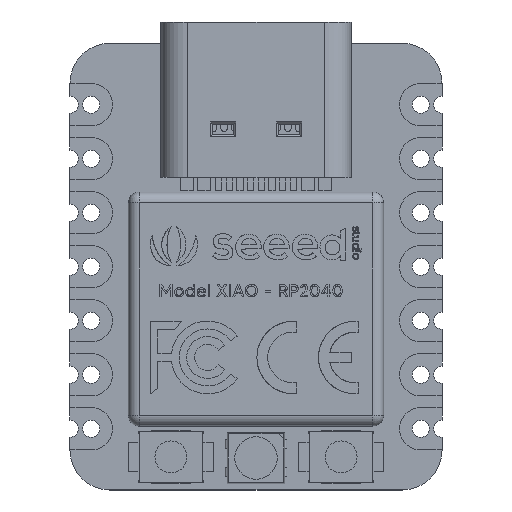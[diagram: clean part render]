
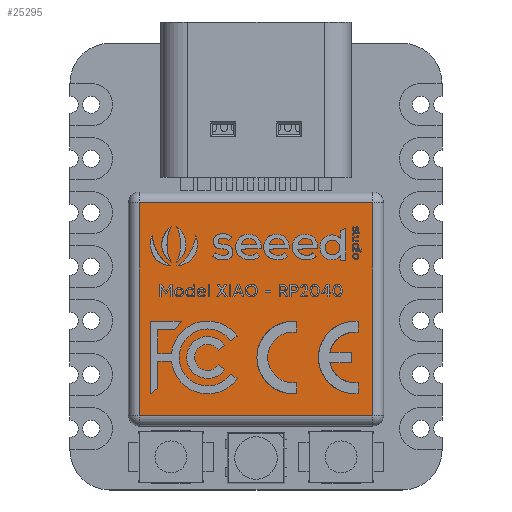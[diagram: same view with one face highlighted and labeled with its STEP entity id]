
A CAD part, top view. The second image highlights one B-rep face of the part: STEP entity #25295.
In plain terms, the highlighted planar face has unit normal (0, 0, 1).
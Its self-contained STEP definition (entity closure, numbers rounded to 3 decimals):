
#24910 = VERTEX_POINT('',#24911);
#24911 = CARTESIAN_POINT('',(5.5,3.,3.2));
#24977 = VERTEX_POINT('',#24978);
#24978 = CARTESIAN_POINT('',(-5.5,3.,3.2));
#25044 = VERTEX_POINT('',#25045);
#25045 = CARTESIAN_POINT('',(5.5,-7.,3.2));
#25111 = EDGE_CURVE('',#24910,#25044,#25112,.T.);
#25112 = LINE('',#25113,#25114);
#25113 = CARTESIAN_POINT('',(5.5,-4.75,3.2));
#25114 = VECTOR('',#25115,1.);
#25115 = DIRECTION('',(0.,-1.,0.));
#25133 = VERTEX_POINT('',#25134);
#25134 = CARTESIAN_POINT('',(-5.5,-7.,3.2));
#25200 = EDGE_CURVE('',#25044,#25133,#25201,.T.);
#25201 = LINE('',#25202,#25203);
#25202 = CARTESIAN_POINT('',(-3.,-7.,3.2));
#25203 = VECTOR('',#25204,1.);
#25204 = DIRECTION('',(-1.,0.,0.));
#25222 = EDGE_CURVE('',#25133,#24977,#25223,.T.);
#25223 = LINE('',#25224,#25225);
#25224 = CARTESIAN_POINT('',(-5.5,0.75,3.2));
#25225 = VECTOR('',#25226,1.);
#25226 = DIRECTION('',(0.,1.,0.));
#25244 = EDGE_CURVE('',#24977,#24910,#25245,.T.);
#25245 = LINE('',#25246,#25247);
#25246 = CARTESIAN_POINT('',(3.,3.,3.2));
#25247 = VECTOR('',#25248,1.);
#25248 = DIRECTION('',(1.,0.,0.));
#25295 = ADVANCED_FACE('',(#25296),#25302,.T.);
#25296 = FACE_BOUND('',#25297,.T.);
#25297 = EDGE_LOOP('',(#25298,#25299,#25300,#25301));
#25298 = ORIENTED_EDGE('',*,*,#25111,.F.);
#25299 = ORIENTED_EDGE('',*,*,#25244,.F.);
#25300 = ORIENTED_EDGE('',*,*,#25222,.F.);
#25301 = ORIENTED_EDGE('',*,*,#25200,.F.);
#25302 = PLANE('',#25303);
#25303 = AXIS2_PLACEMENT_3D('',#25304,#25305,#25306);
#25304 = CARTESIAN_POINT('',(0.,-2.,3.2));
#25305 = DIRECTION('',(0.,0.,1.));
#25306 = DIRECTION('',(1.,0.,-0.));
